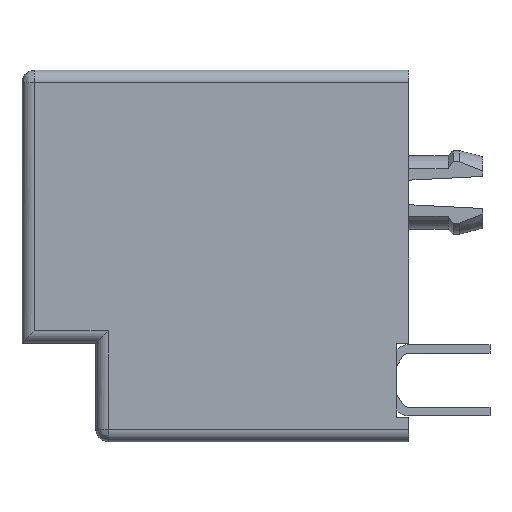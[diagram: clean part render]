
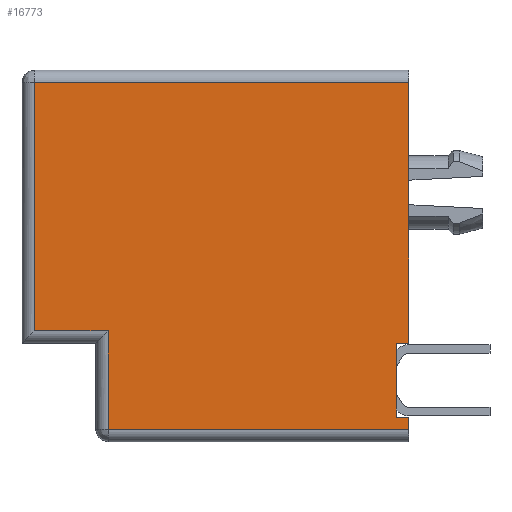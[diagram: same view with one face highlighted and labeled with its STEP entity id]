
A CAD part, left-side view. The second image highlights one B-rep face of the part: STEP entity #16773.
In plain terms, the highlighted planar face has unit normal (-1, 0, 0).
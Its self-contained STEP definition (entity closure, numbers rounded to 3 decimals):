
#57=PLANE('',#17475);
#618=LINE('',#21789,#2236);
#673=LINE('',#21901,#2291);
#674=LINE('',#21903,#2292);
#675=LINE('',#21905,#2293);
#676=LINE('',#21907,#2294);
#677=LINE('',#21909,#2295);
#678=LINE('',#21911,#2296);
#679=LINE('',#21913,#2297);
#680=LINE('',#21915,#2298);
#681=LINE('',#21917,#2299);
#2236=VECTOR('',#18417,1000.);
#2291=VECTOR('',#18494,1000.);
#2292=VECTOR('',#18495,1000.);
#2293=VECTOR('',#18496,1000.);
#2294=VECTOR('',#18497,1000.);
#2295=VECTOR('',#18498,1000.);
#2296=VECTOR('',#18499,1000.);
#2297=VECTOR('',#18500,1000.);
#2298=VECTOR('',#18501,1000.);
#2299=VECTOR('',#18502,1000.);
#4009=ORIENTED_EDGE('',*,*,#7614,.T.);
#4010=ORIENTED_EDGE('',*,*,#7669,.F.);
#4011=ORIENTED_EDGE('',*,*,#7670,.F.);
#4012=ORIENTED_EDGE('',*,*,#7671,.F.);
#4013=ORIENTED_EDGE('',*,*,#7672,.F.);
#4014=ORIENTED_EDGE('',*,*,#7673,.F.);
#4015=ORIENTED_EDGE('',*,*,#7674,.T.);
#4016=ORIENTED_EDGE('',*,*,#7675,.F.);
#4017=ORIENTED_EDGE('',*,*,#7676,.F.);
#4018=ORIENTED_EDGE('',*,*,#7677,.F.);
#7614=EDGE_CURVE('',#9449,#9448,#618,.T.);
#7669=EDGE_CURVE('',#9495,#9448,#673,.T.);
#7670=EDGE_CURVE('',#9496,#9495,#674,.T.);
#7671=EDGE_CURVE('',#9497,#9496,#675,.T.);
#7672=EDGE_CURVE('',#9498,#9497,#676,.T.);
#7673=EDGE_CURVE('',#9499,#9498,#677,.T.);
#7674=EDGE_CURVE('',#9499,#9500,#678,.T.);
#7675=EDGE_CURVE('',#9501,#9500,#679,.T.);
#7676=EDGE_CURVE('',#9502,#9501,#680,.T.);
#7677=EDGE_CURVE('',#9449,#9502,#681,.T.);
#9448=VERTEX_POINT('',#21788);
#9449=VERTEX_POINT('',#21790);
#9495=VERTEX_POINT('',#21902);
#9496=VERTEX_POINT('',#21904);
#9497=VERTEX_POINT('',#21906);
#9498=VERTEX_POINT('',#21908);
#9499=VERTEX_POINT('',#21910);
#9500=VERTEX_POINT('',#21912);
#9501=VERTEX_POINT('',#21914);
#9502=VERTEX_POINT('',#21916);
#10780=EDGE_LOOP('',(#4009,#4010,#4011,#4012,#4013,#4014,#4015,#4016,#4017,
#4018));
#11454=FACE_BOUND('',#10780,.T.);
#16773=ADVANCED_FACE('',(#11454),#57,.F.);
#17475=AXIS2_PLACEMENT_3D('',#21900,#18492,#18493);
#18417=DIRECTION('',(0.,-1.,0.));
#18492=DIRECTION('',(1.,0.,0.));
#18493=DIRECTION('',(0.,-1.,0.));
#18494=DIRECTION('',(0.,0.,-1.));
#18495=DIRECTION('',(0.,-1.,0.));
#18496=DIRECTION('',(0.,0.,1.));
#18497=DIRECTION('',(0.,-1.,0.));
#18498=DIRECTION('',(0.,0.,1.));
#18499=DIRECTION('',(0.,-1.,0.));
#18500=DIRECTION('',(0.,0.,-1.));
#18501=DIRECTION('',(0.,1.,0.));
#18502=DIRECTION('',(0.,0.,1.));
#21788=CARTESIAN_POINT('',(-7.62,0.5,0.));
#21789=CARTESIAN_POINT('',(-7.62,5.54,0.));
#21790=CARTESIAN_POINT('',(-7.62,11.08,0.));
#21900=CARTESIAN_POINT('',(-7.62,14.862,15.504));
#21901=CARTESIAN_POINT('',(-7.62,0.5,7.6));
#21902=CARTESIAN_POINT('',(-7.62,0.5,15.2));
#21903=CARTESIAN_POINT('',(-7.62,7.54,15.2));
#21904=CARTESIAN_POINT('',(-7.62,10.58,15.2));
#21905=CARTESIAN_POINT('',(-7.62,10.58,7.6));
#21906=CARTESIAN_POINT('',(-7.62,10.58,12.2));
#21907=CARTESIAN_POINT('',(-7.62,7.54,12.2));
#21908=CARTESIAN_POINT('',(-7.62,14.58,12.2));
#21909=CARTESIAN_POINT('',(-7.62,14.58,7.6));
#21910=CARTESIAN_POINT('',(-7.62,14.58,0.));
#21911=CARTESIAN_POINT('',(-7.62,14.862,0.));
#21912=CARTESIAN_POINT('',(-7.62,14.08,0.));
#21913=CARTESIAN_POINT('',(-7.62,14.08,7.6));
#21914=CARTESIAN_POINT('',(-7.62,14.08,0.5));
#21915=CARTESIAN_POINT('',(-7.62,7.54,0.5));
#21916=CARTESIAN_POINT('',(-7.62,11.08,0.5));
#21917=CARTESIAN_POINT('',(-7.62,11.08,-0.034));
